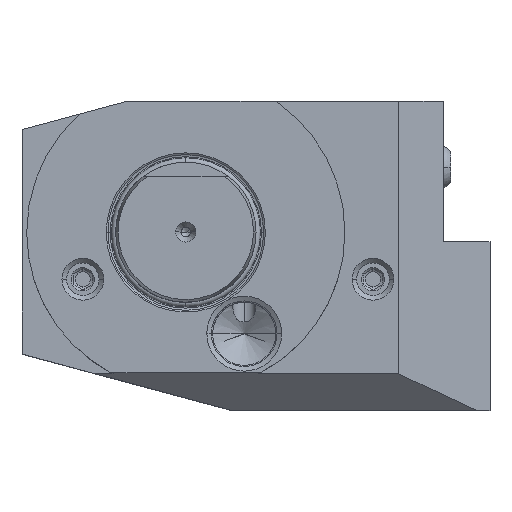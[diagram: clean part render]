
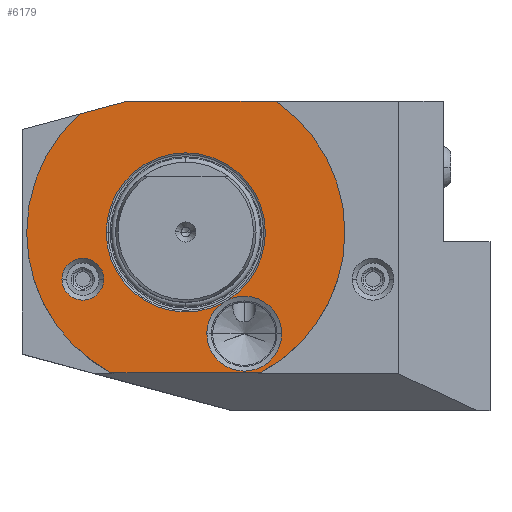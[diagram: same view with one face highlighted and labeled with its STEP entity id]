
A CAD part, top view. The second image highlights one B-rep face of the part: STEP entity #6179.
In plain terms, the highlighted planar face has unit normal (0, 0, 1).
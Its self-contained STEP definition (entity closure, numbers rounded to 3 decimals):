
#349=CARTESIAN_POINT('',(0,0,-55));
#350=DIRECTION('',(0,0,1));
#351=DIRECTION('',(-0.668,0.744,0));
#352=AXIS2_PLACEMENT_3D('',#349,#350,#351);
#354=DIRECTION('',(-0.966,-0.259,0));
#355=VECTOR('',#354,10.475);
#356=CARTESIAN_POINT('',(-12.608,28,-55));
#357=LINE('',#356,#355);
#358=DIRECTION('',(-1,0,0));
#359=VECTOR('',#358,31.895);
#360=CARTESIAN_POINT('',(19.287,28,-55));
#361=LINE('',#360,#359);
#362=CARTESIAN_POINT('',(0,0,-55));
#363=DIRECTION('',(0,0,1));
#364=DIRECTION('',(1,0,0));
#365=AXIS2_PLACEMENT_3D('',#362,#363,#364);
#367=CARTESIAN_POINT('',(0,0,-55));
#368=DIRECTION('',(0,0,1));
#369=DIRECTION('',(0.471,-0.882,0));
#370=AXIS2_PLACEMENT_3D('',#367,#368,#369);
#372=CARTESIAN_POINT('',(0,0,-55));
#373=DIRECTION('',(0,0,1));
#374=DIRECTION('',(-1,0,0));
#375=AXIS2_PLACEMENT_3D('',#372,#373,#374);
#377=CARTESIAN_POINT('',(-22,-10,-55));
#378=DIRECTION('',(0,0,-1));
#379=DIRECTION('',(1,0,0));
#380=AXIS2_PLACEMENT_3D('',#377,#378,#379);
#382=CARTESIAN_POINT('',(-22,-10,-55));
#383=DIRECTION('',(0,0,-1));
#384=DIRECTION('',(-1,0,0));
#385=AXIS2_PLACEMENT_3D('',#382,#383,#384);
#387=CARTESIAN_POINT('',(0,0,-55));
#388=DIRECTION('',(0,0,-1));
#389=DIRECTION('',(1,0,0));
#390=AXIS2_PLACEMENT_3D('',#387,#388,#389);
#392=CARTESIAN_POINT('',(0,0,-55));
#393=DIRECTION('',(0,0,-1));
#394=DIRECTION('',(-1,0,0));
#395=AXIS2_PLACEMENT_3D('',#392,#393,#394);
#397=CARTESIAN_POINT('',(0,0,-55));
#398=DIRECTION('',(0,0,-1));
#399=DIRECTION('',(0.476,-0.879,0));
#400=AXIS2_PLACEMENT_3D('',#397,#398,#399);
#402=CARTESIAN_POINT('',(12.49,-21.633,-55));
#403=DIRECTION('',(0,0,-1));
#404=DIRECTION('',(-1,0,0));
#405=AXIS2_PLACEMENT_3D('',#402,#403,#404);
#407=CARTESIAN_POINT('',(12.49,-21.633,-55));
#408=DIRECTION('',(0,0,-1));
#409=DIRECTION('',(1,0,0));
#410=AXIS2_PLACEMENT_3D('',#407,#408,#409);
#412=CARTESIAN_POINT('',(12.49,-21.633,-55));
#413=DIRECTION('',(0,0,-1));
#414=DIRECTION('',(-0.449,0.894,0));
#415=AXIS2_PLACEMENT_3D('',#412,#413,#414);
#460=DIRECTION('',(-1,0,0));
#461=VECTOR('',#460,32);
#462=CARTESIAN_POINT('',(16,-30,-55));
#463=LINE('',#462,#461);
#5419=CARTESIAN_POINT('',(-22.726,25.289,-55));
#5420=CARTESIAN_POINT('',(-34,0,-55));
#5421=VERTEX_POINT('',#5419);
#5422=VERTEX_POINT('',#5420);
#5423=CARTESIAN_POINT('',(-16,-30,-55));
#5424=VERTEX_POINT('',#5423);
#5449=CARTESIAN_POINT('',(8.901,-14.484,-55));
#5450=CARTESIAN_POINT('',(20.49,-21.633,-55));
#5451=VERTEX_POINT('',#5449);
#5452=VERTEX_POINT('',#5450);
#5477=CARTESIAN_POINT('',(-26.475,-10,-55));
#5478=CARTESIAN_POINT('',(-17.525,-10,-55));
#5479=VERTEX_POINT('',#5477);
#5480=VERTEX_POINT('',#5478);
#5481=CARTESIAN_POINT('',(-12.608,28,-55));
#5482=VERTEX_POINT('',#5481);
#5529=CARTESIAN_POINT('',(16,-30,-55));
#5530=VERTEX_POINT('',#5529);
#5532=CARTESIAN_POINT('',(4.49,-21.633,-55));
#5533=CARTESIAN_POINT('',(8.093,-14.95,-55));
#5534=VERTEX_POINT('',#5532);
#5535=VERTEX_POINT('',#5533);
#5536=CARTESIAN_POINT('',(19.287,28,-55));
#5537=VERTEX_POINT('',#5536);
#5640=CARTESIAN_POINT('',(34,0,-55));
#5642=VERTEX_POINT('',#5640);
#5653=CARTESIAN_POINT('',(-17,0,-55));
#5654=VERTEX_POINT('',#5653);
#5657=CARTESIAN_POINT('',(17,0,-55));
#5658=VERTEX_POINT('',#5657);
#6140=CARTESIAN_POINT('',(0,17,-55));
#6141=DIRECTION('',(0,0,-1));
#6142=DIRECTION('',(-1,0,0));
#6143=AXIS2_PLACEMENT_3D('',#6140,#6141,#6142);
#6144=PLANE('',#6143);
#6146=ORIENTED_EDGE('',*,*,#6145,.F.);
#6147=ORIENTED_EDGE('',*,*,#6127,.F.);
#6148=ORIENTED_EDGE('',*,*,#5994,.F.);
#6150=ORIENTED_EDGE('',*,*,#6149,.F.);
#6152=ORIENTED_EDGE('',*,*,#6151,.F.);
#6154=ORIENTED_EDGE('',*,*,#6153,.T.);
#6156=ORIENTED_EDGE('',*,*,#6155,.F.);
#6157=EDGE_LOOP('',(#6146,#6147,#6148,#6150,#6152,#6154,#6156));
#6158=FACE_OUTER_BOUND('',#6157,.F.);
#6160=ORIENTED_EDGE('',*,*,#6159,.F.);
#6162=ORIENTED_EDGE('',*,*,#6161,.F.);
#6163=EDGE_LOOP('',(#6160,#6162));
#6164=FACE_BOUND('',#6163,.F.);
#6166=ORIENTED_EDGE('',*,*,#6165,.F.);
#6168=ORIENTED_EDGE('',*,*,#6167,.F.);
#6170=ORIENTED_EDGE('',*,*,#6169,.F.);
#6172=ORIENTED_EDGE('',*,*,#6171,.F.);
#6174=ORIENTED_EDGE('',*,*,#6173,.F.);
#6176=ORIENTED_EDGE('',*,*,#6175,.F.);
#6177=EDGE_LOOP('',(#6166,#6168,#6170,#6172,#6174,#6176));
#6178=FACE_BOUND('',#6177,.F.);
#6179=ADVANCED_FACE('',(#6158,#6164,#6178),#6144,.F.);
#353=CIRCLE('',#352,34);
#366=CIRCLE('',#365,34);
#371=CIRCLE('',#370,34);
#376=CIRCLE('',#375,34);
#381=CIRCLE('',#380,4.475);
#386=CIRCLE('',#385,4.475);
#391=CIRCLE('',#390,17);
#396=CIRCLE('',#395,17);
#401=CIRCLE('',#400,17);
#406=CIRCLE('',#405,8);
#411=CIRCLE('',#410,8);
#416=CIRCLE('',#415,8);
#5994=EDGE_CURVE('',#5537,#5482,#361,.T.);
#6127=EDGE_CURVE('',#5482,#5421,#357,.T.);
#6145=EDGE_CURVE('',#5421,#5422,#353,.T.);
#6149=EDGE_CURVE('',#5642,#5537,#366,.T.);
#6151=EDGE_CURVE('',#5530,#5642,#371,.T.);
#6153=EDGE_CURVE('',#5530,#5424,#463,.T.);
#6155=EDGE_CURVE('',#5422,#5424,#376,.T.);
#6159=EDGE_CURVE('',#5480,#5479,#381,.T.);
#6161=EDGE_CURVE('',#5479,#5480,#386,.T.);
#6165=EDGE_CURVE('',#5658,#5451,#391,.T.);
#6167=EDGE_CURVE('',#5654,#5658,#396,.T.);
#6169=EDGE_CURVE('',#5535,#5654,#401,.T.);
#6171=EDGE_CURVE('',#5534,#5535,#406,.T.);
#6173=EDGE_CURVE('',#5452,#5534,#411,.T.);
#6175=EDGE_CURVE('',#5451,#5452,#416,.T.);
